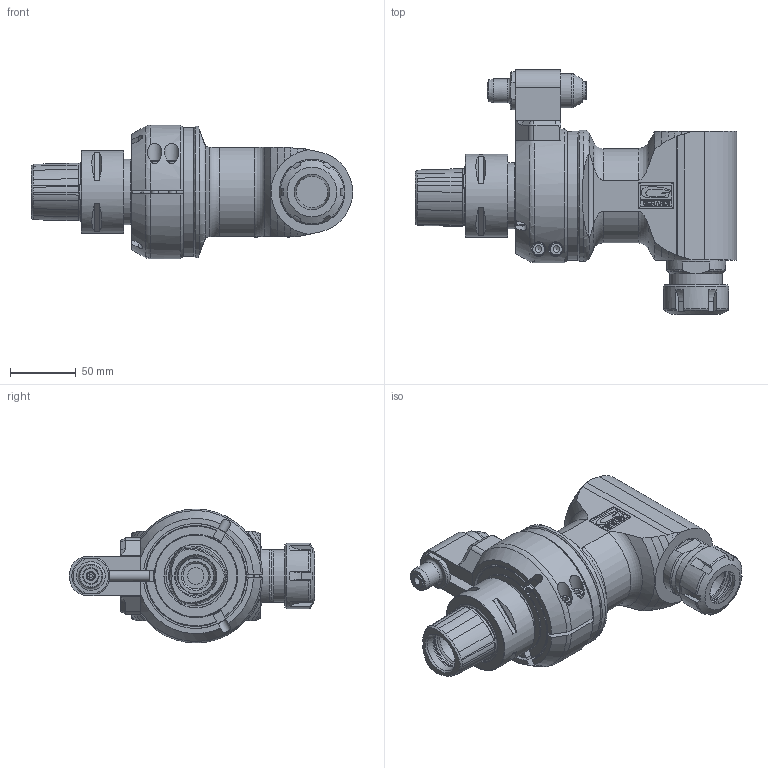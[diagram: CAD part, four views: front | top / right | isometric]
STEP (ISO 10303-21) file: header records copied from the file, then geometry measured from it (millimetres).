
FILE_DESCRIPTION(/* description */ (''),/* implementation_level */ '2;1');
FILE_NAME(/* name */ '9.F90.20S00-4C6.stp',/* time_stamp */ '2025-03-24T13:19:40-04:00',/* author */ ('jkrenzer'),/* organization */ (''),/* preprocessor_version */ 'ST-DEVELOPER v18.1',/* originating_system */ 'Autodesk Inventor 2022',/* authorisation */ '');
FILE_SCHEMA (('AUTOMOTIVE_DESIGN { 1 0 10303 214 3 1 1 }'));
Length unit declared in the file: millimetre
Products named in the file (3): 9.F90.20S00-4C6; 9_F90_20S00; 9_GA1_668_2   (EVO, Type 1, Capto C6, 80mm)
Assembly tree (2 placements, depth 2):
  9.F90.20S00-4C6
    9_F90_20S00
    9_GA1_668_2   (EVO, Type 1, Capto C6, 80mm)
Bounding box: 245 x 186.75 x 101.99 mm (x, y, z)
Volume: 1221851 mm3; surface area: 167076.6 mm2
Topology: 8 solids, 8 shells, 566 faces, 1646 edges, 1145 vertices
Faces by surface type: plane 260, cylinder 112, cone 104, bspline 56, torus 32, sphere 2
Full cylindrical faces by diameter (mm): 2.5 x3, 2.6 x2, 3 x2, 4 x1, 4.2 x2, 5 x2, 6 x4, 6.5 x1, 7 x1, 8 x1, 8.1 x2, 10 x4, 10.4 x2, 11 x1, 12 x3, 12.5 x3, 14 x1, 18 x1, 19.5 x1, 24 x1, 26 x1, 27 x2, 28 x2, 29.5 x1, 32 x1, 35.8 x1, 38.5 x1, 40 x1, 40.6 x1, 45 x1
Entity records: 68304 total; most frequent: CARTESIAN_POINT 53900, ORIENTED_EDGE 3252, DIRECTION 2659, EDGE_CURVE 1626, VERTEX_POINT 1145, AXIS2_PLACEMENT_3D 947, LINE 765, VECTOR 765
